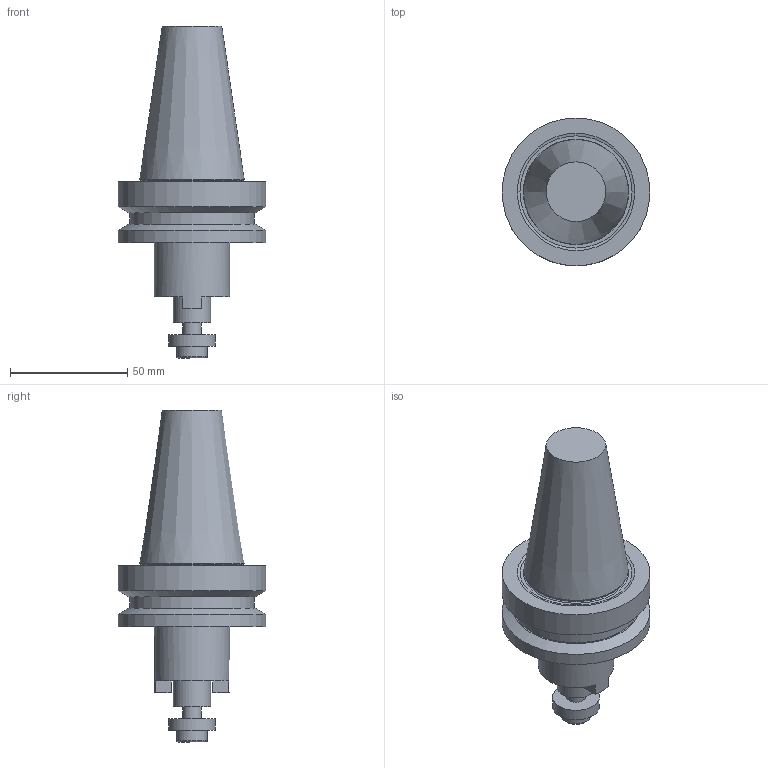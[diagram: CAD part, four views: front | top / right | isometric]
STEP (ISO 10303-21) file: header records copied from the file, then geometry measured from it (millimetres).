
FILE_DESCRIPTION(/* description */ ('3-D model version:1'),/* implementation_level */ '2;1');
FILE_NAME(/* name */ '392.55505C4016050',/* time_stamp */ '2016-12-02T13:59:04',/* author */ ('InteractiveCad'),/* organization */ ('AB Sandvik Coromant'),/* preprocessor_version */ 'ST-DEVELOPER v11',/* originating_system */ 'SIEMENS UGS NX 6.0',/* authorization */ '');
FILE_SCHEMA(('AUTOMOTIVE_DESIGN'));
Length unit declared in the file: millimetre
Products named in the file (1): 392.55505C4016050uuuuu_stp
Bounding box: 62.98 x 62.98 x 141.4 mm (x, y, z)
Volume: 163560.7 mm3; surface area: 23136.6 mm2
Topology: 1 solids, 1 shells, 36 faces, 70 edges, 45 vertices
Faces by surface type: plane 19, cylinder 10, cone 5, torus 2
Full cylindrical faces by diameter (mm): 8 x1, 13 x1, 16 x1, 19.5 x1, 20 x1, 32 x1, 43.85 x1, 53 x1, 62.977 x2
Entity records: 854 total; most frequent: DIRECTION 164, CARTESIAN_POINT 132, ORIENTED_EDGE 100, AXIS2_PLACEMENT_3D 74, EDGE_LOOP 62, FACE_BOUND 52, EDGE_CURVE 50, VERTEX_POINT 42
